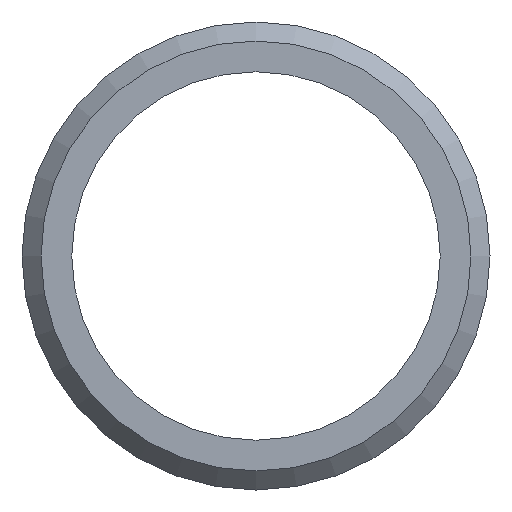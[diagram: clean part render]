
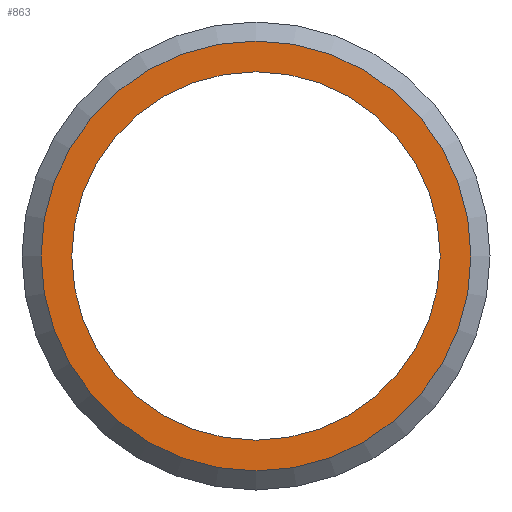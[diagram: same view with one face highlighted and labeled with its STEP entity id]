
A CAD part, left-side view. The second image highlights one B-rep face of the part: STEP entity #863.
In plain terms, the highlighted planar face has unit normal (-1, 0, 0).
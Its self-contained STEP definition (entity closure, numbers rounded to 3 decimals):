
#26=FACE_BOUND('',#156,.T.);
#39=PLANE('',#1019);
#99=FACE_OUTER_BOUND('',#155,.T.);
#155=EDGE_LOOP('',(#757,#758));
#156=EDGE_LOOP('',(#759));
#217=CIRCLE('',#887,16.5);
#241=CIRCLE('',#919,19.25);
#242=CIRCLE('',#920,19.25);
#309=VERTEX_POINT('',#1329);
#331=VERTEX_POINT('',#1388);
#332=VERTEX_POINT('',#1390);
#400=EDGE_CURVE('',#309,#309,#217,.T.);
#429=EDGE_CURVE('',#332,#331,#241,.T.);
#430=EDGE_CURVE('',#331,#332,#242,.T.);
#757=ORIENTED_EDGE('',*,*,#429,.T.);
#758=ORIENTED_EDGE('',*,*,#430,.T.);
#759=ORIENTED_EDGE('',*,*,#400,.T.);
#863=ADVANCED_FACE('',(#99,#26),#39,.T.);
#887=AXIS2_PLACEMENT_3D('',#1331,#1029,#1030);
#919=AXIS2_PLACEMENT_3D('',#1391,#1098,#1099);
#920=AXIS2_PLACEMENT_3D('',#1392,#1100,#1101);
#1019=AXIS2_PLACEMENT_3D('',#1578,#1321,#1322);
#1029=DIRECTION('center_axis',(1.,0.,0.));
#1030=DIRECTION('ref_axis',(0.,0.,-1.));
#1098=DIRECTION('center_axis',(-1.,0.,0.));
#1099=DIRECTION('ref_axis',(0.,1.,0.));
#1100=DIRECTION('center_axis',(-1.,0.,0.));
#1101=DIRECTION('ref_axis',(0.,1.,0.));
#1321=DIRECTION('center_axis',(-1.,0.,0.));
#1322=DIRECTION('ref_axis',(0.,0.,1.));
#1329=CARTESIAN_POINT('',(0.,0.,16.5));
#1331=CARTESIAN_POINT('Origin',(0.,0.,0.));
#1388=CARTESIAN_POINT('',(0.,-19.25,0.));
#1390=CARTESIAN_POINT('',(0.,19.25,0.));
#1391=CARTESIAN_POINT('Origin',(0.,0.,0.));
#1392=CARTESIAN_POINT('Origin',(0.,0.,0.));
#1578=CARTESIAN_POINT('Origin',(0.,0.,0.));
